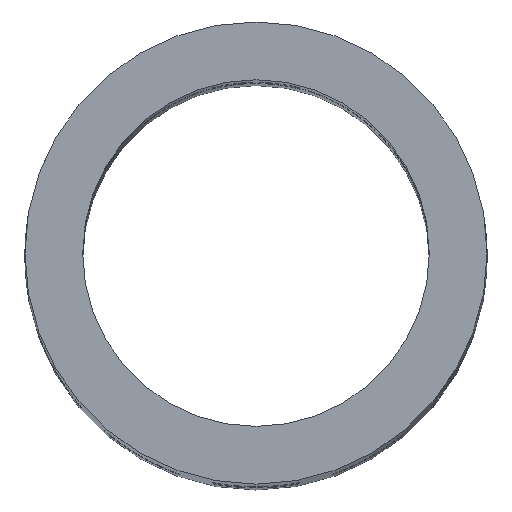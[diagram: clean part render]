
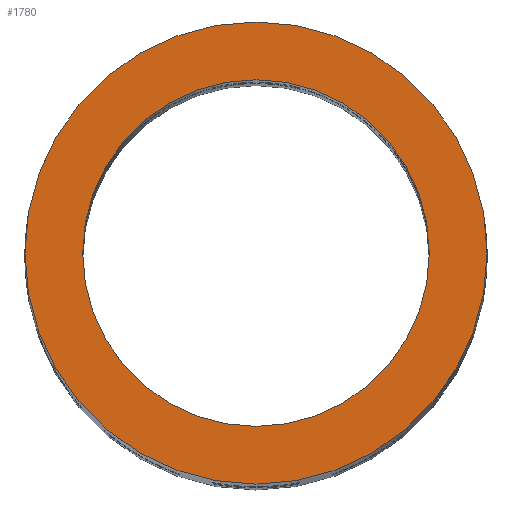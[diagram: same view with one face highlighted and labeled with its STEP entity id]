
A CAD part, top view. The second image highlights one B-rep face of the part: STEP entity #1780.
In plain terms, the highlighted planar face has unit normal (0, 0, 1).
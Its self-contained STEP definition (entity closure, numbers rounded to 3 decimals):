
#211 = AXIS2_PLACEMENT_3D ( 'NONE', #950, #2131, #3313 ) ;
#332 = AXIS2_PLACEMENT_3D ( 'NONE', #3737, #1054, #1088 ) ;
#376 = CARTESIAN_POINT ( 'NONE',  ( 0., 0., 29. ) ) ;
#549 = VERTEX_POINT ( 'NONE', #2340 ) ;
#851 = CARTESIAN_POINT ( 'NONE',  ( -3., 0., 29. ) ) ;
#931 = ORIENTED_EDGE ( 'NONE', *, *, #3828, .F. ) ;
#950 = CARTESIAN_POINT ( 'NONE',  ( 0., 0., 29. ) ) ;
#1006 = EDGE_CURVE ( 'NONE', #549, #1314, #1030, .T. ) ;
#1030 = CIRCLE ( 'NONE', #1461, 3. ) ;
#1054 = DIRECTION ( 'NONE',  ( 0., 0., 1. ) ) ;
#1088 = DIRECTION ( 'NONE',  ( 1., 0., 0. ) ) ;
#1314 = VERTEX_POINT ( 'NONE', #851 ) ;
#1435 = EDGE_CURVE ( 'NONE', #3174, #3603, #3691, .T. ) ;
#1461 = AXIS2_PLACEMENT_3D ( 'NONE', #1943, #3400, #2859 ) ;
#1582 = FACE_OUTER_BOUND ( 'NONE', #3137, .T. ) ;
#1780 = ADVANCED_FACE ( 'NONE', ( #1582, #3383 ), #3104, .T. ) ;
#1851 = CARTESIAN_POINT ( 'NONE',  ( 4., 0., 29. ) ) ;
#1943 = CARTESIAN_POINT ( 'NONE',  ( 0., 0., 29. ) ) ;
#2131 = DIRECTION ( 'NONE',  ( 0., 0., 1. ) ) ;
#2200 = CIRCLE ( 'NONE', #332, 3. ) ;
#2340 = CARTESIAN_POINT ( 'NONE',  ( 3., 0., 29. ) ) ;
#2345 = EDGE_LOOP ( 'NONE', ( #931, #3094 ) ) ;
#2637 = AXIS2_PLACEMENT_3D ( 'NONE', #3685, #3042, #3348 ) ;
#2859 = DIRECTION ( 'NONE',  ( 1., 0., 0. ) ) ;
#3027 = CARTESIAN_POINT ( 'NONE',  ( -4., 0., 29. ) ) ;
#3042 = DIRECTION ( 'NONE',  ( 0., 0., 1. ) ) ;
#3074 = AXIS2_PLACEMENT_3D ( 'NONE', #376, #3300, #3637 ) ;
#3094 = ORIENTED_EDGE ( 'NONE', *, *, #1006, .F. ) ;
#3104 = PLANE ( 'NONE',  #3074 ) ;
#3137 = EDGE_LOOP ( 'NONE', ( #3525, #3221 ) ) ;
#3174 = VERTEX_POINT ( 'NONE', #3027 ) ;
#3221 = ORIENTED_EDGE ( 'NONE', *, *, #3252, .T. ) ;
#3252 = EDGE_CURVE ( 'NONE', #3603, #3174, #3804, .T. ) ;
#3300 = DIRECTION ( 'NONE',  ( 0., 0., 1. ) ) ;
#3313 = DIRECTION ( 'NONE',  ( 1., 0., 0. ) ) ;
#3348 = DIRECTION ( 'NONE',  ( 1., 0., 0. ) ) ;
#3383 = FACE_BOUND ( 'NONE', #2345, .T. ) ;
#3400 = DIRECTION ( 'NONE',  ( 0., 0., 1. ) ) ;
#3525 = ORIENTED_EDGE ( 'NONE', *, *, #1435, .T. ) ;
#3603 = VERTEX_POINT ( 'NONE', #1851 ) ;
#3637 = DIRECTION ( 'NONE',  ( 1., 0., 0. ) ) ;
#3685 = CARTESIAN_POINT ( 'NONE',  ( 0., 0., 29. ) ) ;
#3691 = CIRCLE ( 'NONE', #2637, 4. ) ;
#3737 = CARTESIAN_POINT ( 'NONE',  ( 0., 0., 29. ) ) ;
#3804 = CIRCLE ( 'NONE', #211, 4. ) ;
#3828 = EDGE_CURVE ( 'NONE', #1314, #549, #2200, .T. ) ;
